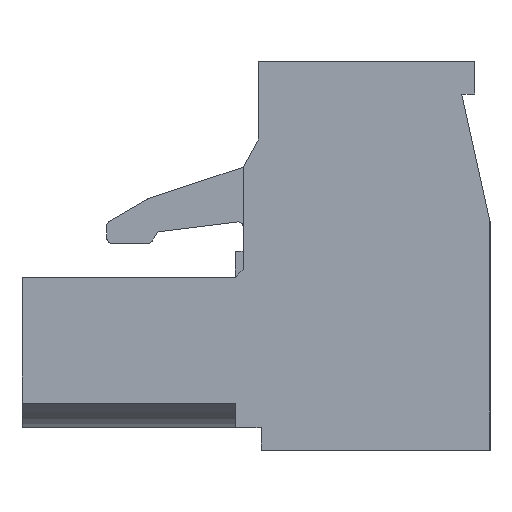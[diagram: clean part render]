
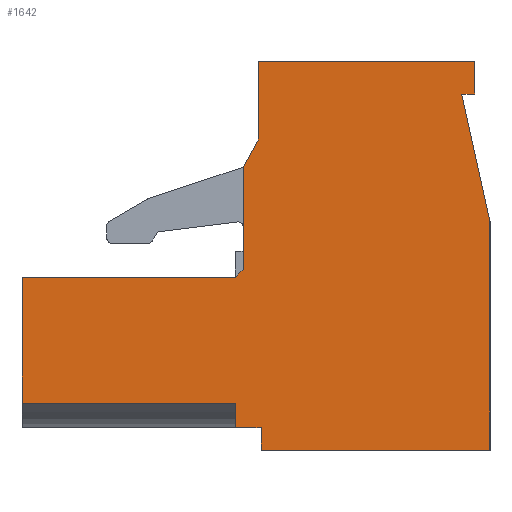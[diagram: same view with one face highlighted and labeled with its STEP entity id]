
A CAD part, left-side view. The second image highlights one B-rep face of the part: STEP entity #1642.
In plain terms, the highlighted planar face has unit normal (-1, 0, 0).
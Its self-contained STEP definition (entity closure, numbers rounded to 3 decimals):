
#1642 = ADVANCED_FACE( '', ( #3397 ), #3398, .T. );
#3397 = FACE_OUTER_BOUND( '', #5249, .T. );
#3398 = PLANE( '', #5250 );
#5249 = EDGE_LOOP( '', ( #9736, #9737, #9738, #9739, #9740, #9741, #9742, #9743, #9744, #9745, #9746, #9747, #9748, #9749, #9750, #9751 ) );
#5250 = AXIS2_PLACEMENT_3D( '', #9752, #9753, #9754 );
#9736 = ORIENTED_EDGE( '', *, *, #12090, .T. );
#9737 = ORIENTED_EDGE( '', *, *, #11951, .F. );
#9738 = ORIENTED_EDGE( '', *, *, #12594, .T. );
#9739 = ORIENTED_EDGE( '', *, *, #12111, .T. );
#9740 = ORIENTED_EDGE( '', *, *, #11290, .T. );
#9741 = ORIENTED_EDGE( '', *, *, #12002, .T. );
#9742 = ORIENTED_EDGE( '', *, *, #13016, .T. );
#9743 = ORIENTED_EDGE( '', *, *, #12564, .T. );
#9744 = ORIENTED_EDGE( '', *, *, #11772, .T. );
#9745 = ORIENTED_EDGE( '', *, *, #11739, .T. );
#9746 = ORIENTED_EDGE( '', *, *, #12122, .T. );
#9747 = ORIENTED_EDGE( '', *, *, #11648, .T. );
#9748 = ORIENTED_EDGE( '', *, *, #13017, .T. );
#9749 = ORIENTED_EDGE( '', *, *, #13018, .T. );
#9750 = ORIENTED_EDGE( '', *, *, #12936, .T. );
#9751 = ORIENTED_EDGE( '', *, *, #12779, .T. );
#9752 = CARTESIAN_POINT( '', ( -10.16, 0., 0. ) );
#9753 = DIRECTION( '', ( -1., 0., 0. ) );
#9754 = DIRECTION( '', ( 0., 0., 1. ) );
#11290 = EDGE_CURVE( '', #13545, #13546, #13547, .T. );
#11648 = EDGE_CURVE( '', #14163, #14161, #14164, .T. );
#11739 = EDGE_CURVE( '', #14314, #14315, #14316, .T. );
#11772 = EDGE_CURVE( '', #14364, #14314, #14365, .T. );
#11951 = EDGE_CURVE( '', #14657, #14655, #14659, .T. );
#12002 = EDGE_CURVE( '', #13546, #14742, #14743, .T. );
#12090 = EDGE_CURVE( '', #14885, #14655, #14886, .T. );
#12111 = EDGE_CURVE( '', #14922, #13545, #14923, .T. );
#12122 = EDGE_CURVE( '', #14315, #14163, #14940, .T. );
#12564 = EDGE_CURVE( '', #15600, #14364, #15601, .T. );
#12594 = EDGE_CURVE( '', #14657, #14922, #15636, .T. );
#12779 = EDGE_CURVE( '', #15861, #14885, #15862, .T. );
#12936 = EDGE_CURVE( '', #16053, #15861, #16056, .F. );
#13016 = EDGE_CURVE( '', #14742, #15600, #16149, .T. );
#13017 = EDGE_CURVE( '', #14161, #16150, #16151, .T. );
#13018 = EDGE_CURVE( '', #16150, #16053, #16152, .T. );
#13545 = VERTEX_POINT( '', #16812 );
#13546 = VERTEX_POINT( '', #16813 );
#13547 = LINE( '', #16814, #16815 );
#14161 = VERTEX_POINT( '', #17687 );
#14163 = VERTEX_POINT( '', #17690 );
#14164 = LINE( '', #17691, #17692 );
#14314 = VERTEX_POINT( '', #17899 );
#14315 = VERTEX_POINT( '', #17900 );
#14316 = LINE( '', #17901, #17902 );
#14364 = VERTEX_POINT( '', #17970 );
#14365 = LINE( '', #17971, #17972 );
#14655 = VERTEX_POINT( '', #18395 );
#14657 = VERTEX_POINT( '', #18398 );
#14659 = LINE( '', #18401, #18402 );
#14742 = VERTEX_POINT( '', #18520 );
#14743 = LINE( '', #18521, #18522 );
#14885 = VERTEX_POINT( '', #18722 );
#14886 = LINE( '', #18723, #18724 );
#14922 = VERTEX_POINT( '', #18777 );
#14923 = LINE( '', #18778, #18779 );
#14940 = LINE( '', #18801, #18802 );
#15600 = VERTEX_POINT( '', #19791 );
#15601 = LINE( '', #19792, #19793 );
#15636 = LINE( '', #19842, #19843 );
#15861 = VERTEX_POINT( '', #20166 );
#15862 = LINE( '', #20167, #20168 );
#16053 = VERTEX_POINT( '', #20455 );
#16056 = LINE( '', #20460, #20461 );
#16149 = LINE( '', #20597, #20598 );
#16150 = VERTEX_POINT( '', #20599 );
#16151 = LINE( '', #20600, #20601 );
#16152 = LINE( '', #20602, #20603 );
#16812 = CARTESIAN_POINT( '', ( -10.16, 4.45, -3.575 ) );
#16813 = CARTESIAN_POINT( '', ( -10.16, 4.45, -4.45 ) );
#16814 = CARTESIAN_POINT( '', ( -10.16, 4.45, -3.575 ) );
#16815 = VECTOR( '', #21089, 1000. );
#17687 = CARTESIAN_POINT( '', ( -10.16, 4.55, 7.65 ) );
#17690 = CARTESIAN_POINT( '', ( -10.16, 4.55, 10.65 ) );
#17691 = CARTESIAN_POINT( '', ( -10.16, 4.55, 10.65 ) );
#17692 = VECTOR( '', #21457, 1000. );
#17899 = CARTESIAN_POINT( '', ( -10.16, -3.85, 9.4 ) );
#17900 = CARTESIAN_POINT( '', ( -10.16, -3.85, 10.65 ) );
#17901 = CARTESIAN_POINT( '', ( -10.16, -3.85, 9.4 ) );
#17902 = VECTOR( '', #21557, 1000. );
#17970 = CARTESIAN_POINT( '', ( -10.16, -3.35, 9.4 ) );
#17971 = CARTESIAN_POINT( '', ( -10.16, -3.35, 9.4 ) );
#17972 = VECTOR( '', #21593, 1000. );
#18395 = CARTESIAN_POINT( '', ( -10.16, 13.75, -2.625 ) );
#18398 = CARTESIAN_POINT( '', ( -10.16, 5.45, -2.625 ) );
#18401 = CARTESIAN_POINT( '', ( -10.16, 5.45, -2.625 ) );
#18402 = VECTOR( '', #21777, 1000. );
#18520 = CARTESIAN_POINT( '', ( -10.16, -4.45, -4.45 ) );
#18521 = CARTESIAN_POINT( '', ( -10.16, 4.45, -4.45 ) );
#18522 = VECTOR( '', #21825, 1000. );
#18722 = CARTESIAN_POINT( '', ( -10.16, 13.75, 2.275 ) );
#18723 = CARTESIAN_POINT( '', ( -10.16, 13.75, 2.275 ) );
#18724 = VECTOR( '', #21929, 1000. );
#18777 = CARTESIAN_POINT( '', ( -10.16, 5.45, -3.575 ) );
#18778 = CARTESIAN_POINT( '', ( -10.16, 13.75, -3.575 ) );
#18779 = VECTOR( '', #21953, 1000. );
#18801 = CARTESIAN_POINT( '', ( -10.16, -3.85, 10.65 ) );
#18802 = VECTOR( '', #21971, 1000. );
#19791 = CARTESIAN_POINT( '', ( -10.16, -4.45, 4.45 ) );
#19792 = CARTESIAN_POINT( '', ( -10.16, -4.45, 4.45 ) );
#19793 = VECTOR( '', #22372, 1000. );
#19842 = CARTESIAN_POINT( '', ( -10.16, 5.45, -2.625 ) );
#19843 = VECTOR( '', #22399, 1000. );
#20166 = CARTESIAN_POINT( '', ( -10.16, 5.45, 2.275 ) );
#20167 = CARTESIAN_POINT( '', ( -10.16, 5.15, 2.275 ) );
#20168 = VECTOR( '', #22555, 1000. );
#20455 = CARTESIAN_POINT( '', ( -10.16, 5.15, 2.575 ) );
#20460 = CARTESIAN_POINT( '', ( -10.16, 5.15, 2.575 ) );
#20461 = VECTOR( '', #22683, 1000. );
#20597 = CARTESIAN_POINT( '', ( -10.16, -4.45, -4.45 ) );
#20598 = VECTOR( '', #22739, 1000. );
#20599 = CARTESIAN_POINT( '', ( -10.16, 5.15, 6.55 ) );
#20600 = CARTESIAN_POINT( '', ( -10.16, 4.55, 7.65 ) );
#20601 = VECTOR( '', #22740, 1000. );
#20602 = CARTESIAN_POINT( '', ( -10.16, 5.15, 6.55 ) );
#20603 = VECTOR( '', #22741, 1000. );
#21089 = DIRECTION( '', ( 0., 0., -1. ) );
#21457 = DIRECTION( '', ( 0., 0., -1. ) );
#21557 = DIRECTION( '', ( 0., 0., 1. ) );
#21593 = DIRECTION( '', ( 0., -1., 0. ) );
#21777 = DIRECTION( '', ( 0., 1., 0. ) );
#21825 = DIRECTION( '', ( 0., -1., 0. ) );
#21929 = DIRECTION( '', ( 0., 0., -1. ) );
#21953 = DIRECTION( '', ( 0., -1., 0. ) );
#21971 = DIRECTION( '', ( 0., 1., 0. ) );
#22372 = DIRECTION( '', ( 0., 0.217, 0.976 ) );
#22399 = DIRECTION( '', ( 0., 0., -1. ) );
#22555 = DIRECTION( '', ( 0., 1., 0. ) );
#22683 = DIRECTION( '', ( 0., -0.707, 0.707 ) );
#22739 = DIRECTION( '', ( 0., 0., 1. ) );
#22740 = DIRECTION( '', ( 0., 0.479, -0.878 ) );
#22741 = DIRECTION( '', ( 0., 0., -1. ) );
